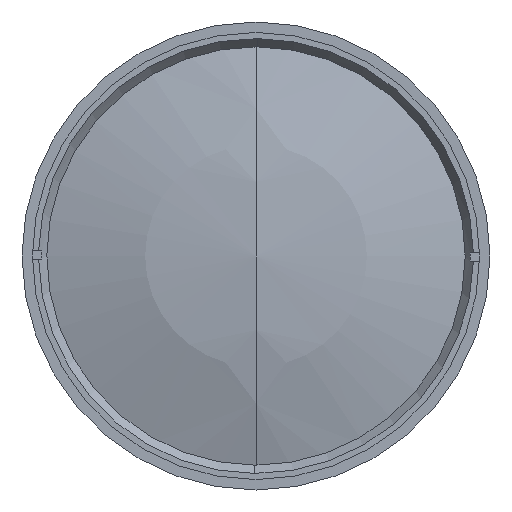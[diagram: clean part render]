
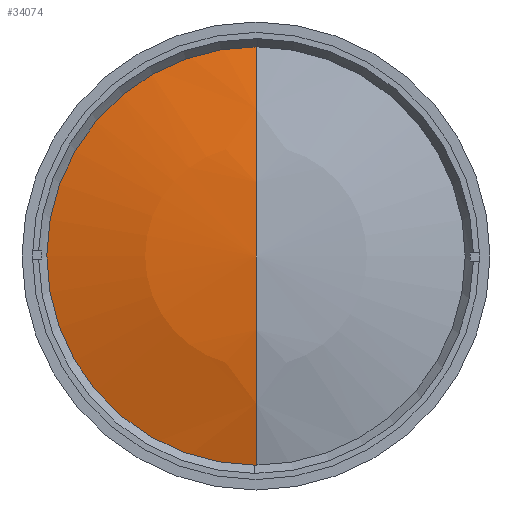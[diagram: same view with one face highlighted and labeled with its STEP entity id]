
A CAD part, left-side view. The second image highlights one B-rep face of the part: STEP entity #34074.
In plain terms, the highlighted spherical face has radius 128.574 mm.
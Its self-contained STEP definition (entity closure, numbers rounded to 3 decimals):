
#27 = DIRECTION ( 'NONE',  ( 0., 0., -1. ) ) ;
#541 = VERTEX_POINT ( 'NONE', #9565 ) ;
#3810 = EDGE_LOOP ( 'NONE', ( #23802, #16625 ) ) ;
#9144 = VERTEX_POINT ( 'NONE', #27305 ) ;
#9565 = CARTESIAN_POINT ( 'NONE',  ( 12.469, 0., 39.859 ) ) ;
#16625 = ORIENTED_EDGE ( 'NONE', *, *, #28975, .T. ) ;
#17973 = DIRECTION ( 'NONE',  ( 0., -1., 0. ) ) ;
#18068 = AXIS2_PLACEMENT_3D ( 'NONE', #30271, #43831, #20498 ) ;
#20498 = DIRECTION ( 'NONE',  ( 0., 0., 1. ) ) ;
#21040 = AXIS2_PLACEMENT_3D ( 'NONE', #40267, #30501, #27 ) ;
#23802 = ORIENTED_EDGE ( 'NONE', *, *, #38679, .F. ) ;
#27305 = CARTESIAN_POINT ( 'NONE',  ( 12.469, 0., -39.859 ) ) ;
#27308 = CIRCLE ( 'NONE', #18068, 39.859 ) ;
#28975 = EDGE_CURVE ( 'NONE', #541, #9144, #27308, .T. ) ;
#30271 = CARTESIAN_POINT ( 'NONE',  ( 12.469, 0., 0. ) ) ;
#30501 = DIRECTION ( 'NONE',  ( 1., 0., 0. ) ) ;
#31502 = DIRECTION ( 'NONE',  ( 0., 0., -1. ) ) ;
#33030 = CIRCLE ( 'NONE', #38712, 128.574 ) ;
#34055 = FACE_OUTER_BOUND ( 'NONE', #3810, .T. ) ;
#34074 = ADVANCED_FACE ( 'NONE', ( #34055 ), #37373, .T. ) ;
#35063 = CARTESIAN_POINT ( 'NONE',  ( 134.709, 0., 0. ) ) ;
#37373 = SPHERICAL_SURFACE ( 'NONE', #21040, 128.574 ) ;
#38679 = EDGE_CURVE ( 'NONE', #541, #9144, #33030, .T. ) ;
#38712 = AXIS2_PLACEMENT_3D ( 'NONE', #35063, #17973, #31502 ) ;
#40267 = CARTESIAN_POINT ( 'NONE',  ( 134.709, 0., 0. ) ) ;
#43831 = DIRECTION ( 'NONE',  ( -1., 0., 0. ) ) ;
